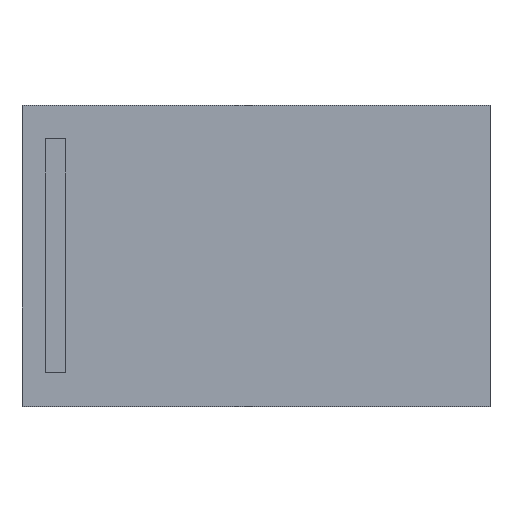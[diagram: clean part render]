
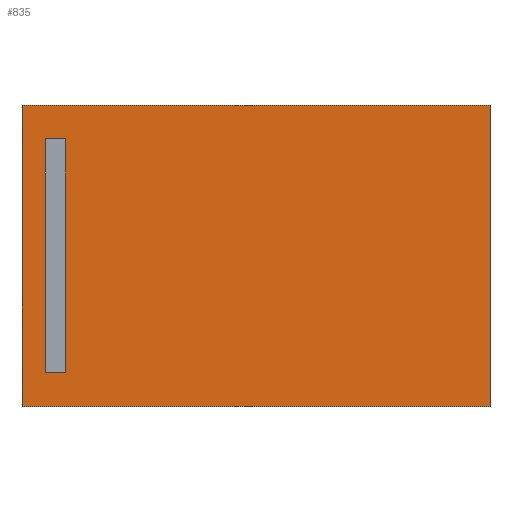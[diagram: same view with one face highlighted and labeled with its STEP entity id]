
A CAD part, top view. The second image highlights one B-rep face of the part: STEP entity #835.
In plain terms, the highlighted planar face has unit normal (0, 0, 1).
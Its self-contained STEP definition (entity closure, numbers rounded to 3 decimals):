
#31 = FACE_OUTER_BOUND ( 'NONE', #2563, .T. ) ;
#35 = LINE ( 'NONE', #1807, #2351 ) ;
#122 = VECTOR ( 'NONE', #1242, 1000. ) ;
#176 = ORIENTED_EDGE ( 'NONE', *, *, #2495, .T. ) ;
#196 = VERTEX_POINT ( 'NONE', #2491 ) ;
#213 = VERTEX_POINT ( 'NONE', #1417 ) ;
#271 = CARTESIAN_POINT ( 'NONE',  ( -7., 4.5, 5. ) ) ;
#291 = LINE ( 'NONE', #1189, #990 ) ;
#300 = DIRECTION ( 'NONE',  ( 0., 0., -1. ) ) ;
#313 = CARTESIAN_POINT ( 'NONE',  ( 7., -4.5, 5. ) ) ;
#354 = VECTOR ( 'NONE', #504, 1000. ) ;
#365 = ORIENTED_EDGE ( 'NONE', *, *, #2778, .F. ) ;
#452 = LINE ( 'NONE', #1129, #2582 ) ;
#456 = VECTOR ( 'NONE', #2131, 1000. ) ;
#503 = VERTEX_POINT ( 'NONE', #825 ) ;
#504 = DIRECTION ( 'NONE',  ( 1., 0., 0. ) ) ;
#512 = CARTESIAN_POINT ( 'NONE',  ( 7., -4.5, 5. ) ) ;
#576 = ORIENTED_EDGE ( 'NONE', *, *, #1144, .F. ) ;
#617 = EDGE_CURVE ( 'NONE', #2043, #1420, #35, .T. ) ;
#639 = VERTEX_POINT ( 'NONE', #512 ) ;
#741 = ORIENTED_EDGE ( 'NONE', *, *, #2168, .T. ) ;
#742 = DIRECTION ( 'NONE',  ( -1., 0., 0. ) ) ;
#767 = LINE ( 'NONE', #2112, #2262 ) ;
#825 = CARTESIAN_POINT ( 'NONE',  ( -7., -4.5, 5. ) ) ;
#829 = EDGE_CURVE ( 'NONE', #213, #2124, #452, .T. ) ;
#835 = ADVANCED_FACE ( 'NONE', ( #1142, #31 ), #2031, .F. ) ;
#932 = DIRECTION ( 'NONE',  ( 0., 1., 0. ) ) ;
#990 = VECTOR ( 'NONE', #932, 1000. ) ;
#1004 = LINE ( 'NONE', #1413, #2885 ) ;
#1081 = CARTESIAN_POINT ( 'NONE',  ( -6.3, -3.5, 5. ) ) ;
#1129 = CARTESIAN_POINT ( 'NONE',  ( -7., 4.5, 5. ) ) ;
#1142 = FACE_BOUND ( 'NONE', #1875, .T. ) ;
#1144 = EDGE_CURVE ( 'NONE', #196, #2043, #291, .T. ) ;
#1189 = CARTESIAN_POINT ( 'NONE',  ( -5.7, -3.5, 5. ) ) ;
#1242 = DIRECTION ( 'NONE',  ( 0., 1., 0. ) ) ;
#1244 = CARTESIAN_POINT ( 'NONE',  ( -5.7, -3.5, 5. ) ) ;
#1258 = LINE ( 'NONE', #1244, #456 ) ;
#1413 = CARTESIAN_POINT ( 'NONE',  ( -6.3, -3.5, 5. ) ) ;
#1415 = CARTESIAN_POINT ( 'NONE',  ( -5.7, 3.5, 5. ) ) ;
#1417 = CARTESIAN_POINT ( 'NONE',  ( 7., 4.5, 5. ) ) ;
#1420 = VERTEX_POINT ( 'NONE', #2872 ) ;
#1513 = AXIS2_PLACEMENT_3D ( 'NONE', #2134, #300, #742 ) ;
#1584 = DIRECTION ( 'NONE',  ( -1., 0., 0. ) ) ;
#1621 = LINE ( 'NONE', #1885, #354 ) ;
#1807 = CARTESIAN_POINT ( 'NONE',  ( -5.7, 3.5, 5. ) ) ;
#1817 = ORIENTED_EDGE ( 'NONE', *, *, #1871, .F. ) ;
#1868 = VERTEX_POINT ( 'NONE', #1081 ) ;
#1871 = EDGE_CURVE ( 'NONE', #1868, #196, #1258, .T. ) ;
#1875 = EDGE_LOOP ( 'NONE', ( #1817, #365, #2483, #576 ) ) ;
#1885 = CARTESIAN_POINT ( 'NONE',  ( -7., -4.5, 5. ) ) ;
#2031 = PLANE ( 'NONE',  #1513 ) ;
#2043 = VERTEX_POINT ( 'NONE', #1415 ) ;
#2065 = DIRECTION ( 'NONE',  ( 0., -1., 0. ) ) ;
#2091 = DIRECTION ( 'NONE',  ( 0., -1., 0. ) ) ;
#2112 = CARTESIAN_POINT ( 'NONE',  ( -7., -4.5, 5. ) ) ;
#2124 = VERTEX_POINT ( 'NONE', #271 ) ;
#2131 = DIRECTION ( 'NONE',  ( 1., 0., 0. ) ) ;
#2134 = CARTESIAN_POINT ( 'NONE',  ( 0., 0., 5. ) ) ;
#2148 = ORIENTED_EDGE ( 'NONE', *, *, #829, .T. ) ;
#2168 = EDGE_CURVE ( 'NONE', #503, #639, #1621, .T. ) ;
#2262 = VECTOR ( 'NONE', #2065, 1000. ) ;
#2351 = VECTOR ( 'NONE', #1584, 1000. ) ;
#2465 = DIRECTION ( 'NONE',  ( -1., 0., 0. ) ) ;
#2483 = ORIENTED_EDGE ( 'NONE', *, *, #617, .F. ) ;
#2491 = CARTESIAN_POINT ( 'NONE',  ( -5.7, -3.5, 5. ) ) ;
#2495 = EDGE_CURVE ( 'NONE', #639, #213, #2803, .T. ) ;
#2526 = EDGE_CURVE ( 'NONE', #2124, #503, #767, .T. ) ;
#2563 = EDGE_LOOP ( 'NONE', ( #176, #2148, #2743, #741 ) ) ;
#2582 = VECTOR ( 'NONE', #2465, 1000. ) ;
#2743 = ORIENTED_EDGE ( 'NONE', *, *, #2526, .T. ) ;
#2778 = EDGE_CURVE ( 'NONE', #1420, #1868, #1004, .T. ) ;
#2803 = LINE ( 'NONE', #313, #122 ) ;
#2872 = CARTESIAN_POINT ( 'NONE',  ( -6.3, 3.5, 5. ) ) ;
#2885 = VECTOR ( 'NONE', #2091, 1000. ) ;
